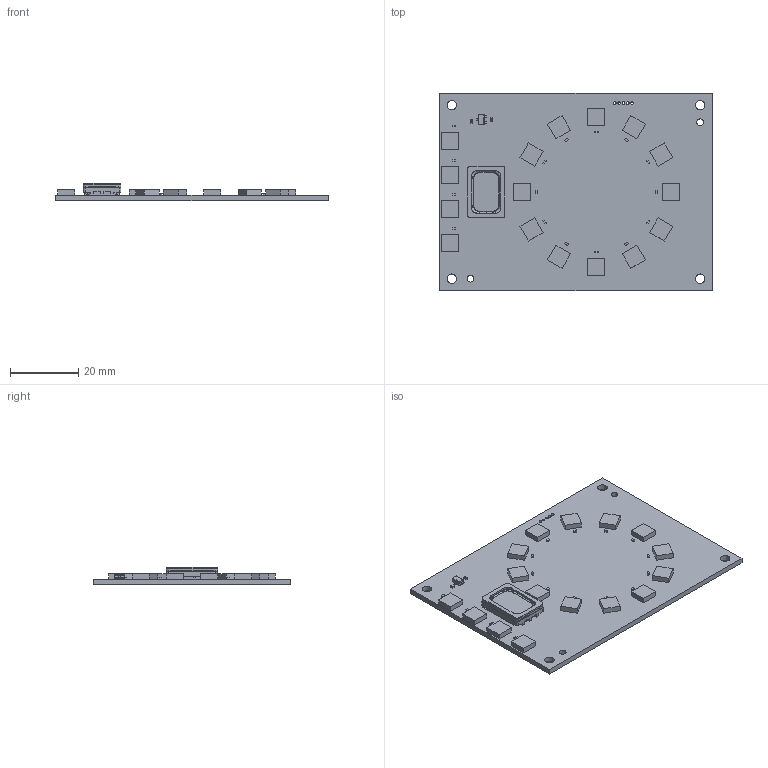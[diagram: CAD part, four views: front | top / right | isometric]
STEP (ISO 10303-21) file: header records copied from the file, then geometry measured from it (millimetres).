
FILE_DESCRIPTION(('Open CASCADE Model'),'2;1');
FILE_NAME('Open CASCADE Shape Model','2019-06-12T12:42:42',('Author'),( 'Open CASCADE'),'Open CASCADE STEP processor 6.8','Open CASCADE 6.8' ,'Unknown');
FILE_SCHEMA(('AUTOMOTIVE_DESIGN { 1 0 10303 214 1 1 1 1 }'));
Length unit declared in the file: millimetre
Products named in the file (49): PCB; Board; Open CASCADE STEP translator 6.8 3.1.1; LS1; HTD-S1511-30LH-003; R2; R_0402; R1; Q1; SOT95P255X140-3N; LED16; 7379657056; Extruded; LED15; 7379649376; LED14; 7379649056; LED13; LED12; LED11; LED10; LED9; LED8; LED7; LED6; LED5; LED4; LED3; LED2; LED1; C16; C_0402; C15; C14; C13; C12; C11; C10; C9; C8 ...
Assembly tree (77 placements, depth 4):
  PCB
    Board
      Open CASCADE STEP translator 6.8 3.1.1
    LS1
      HTD-S1511-30LH-003
    R2
      R_0402
    R1
      R_0402
    Q1
      SOT95P255X140-3N
    LED16
      7379657056
        Extruded
    LED15
      7379649376
        Extruded
    LED14
      7379649056
        Extruded
    LED13
      7379657056
        Extruded
    LED12
      7379649376
        Extruded
    LED11
      7379649056
        Extruded
    LED10
      7379657056
        Extruded
    LED9
      7379649376
        Extruded
    LED8
      7379649056
        Extruded
    LED7
      7379657056
        Extruded
    LED6
      7379649376
        Extruded
    LED5
      7379649056
        Extruded
    LED4
      7379657056
        Extruded
    LED3
      7379657056
        Extruded
    LED2
      7379657056
        Extruded
    LED1
      7379657056
        Extruded
    C16
Bounding box: 80 x 58 x 5.13 mm (x, y, z)
Volume: 8107.9 mm3; surface area: 12008.8 mm2
Topology: 45 solids, 50 shells, 1333 faces, 3296 edges, 1966 vertices
Faces by surface type: plane 702, cylinder 425, sphere 128, bspline 78
Full cylindrical faces by diameter (mm): 0.8 x5, 2 x2, 2.8 x4
Entity records: 22604 total; most frequent: CARTESIAN_POINT 6700, ORIENTED_EDGE 2648, DIRECTION 2381, EDGE_CURVE 1347, LINE 951, VECTOR 951, VERTEX_POINT 872, AXIS2_PLACEMENT_3D 715
